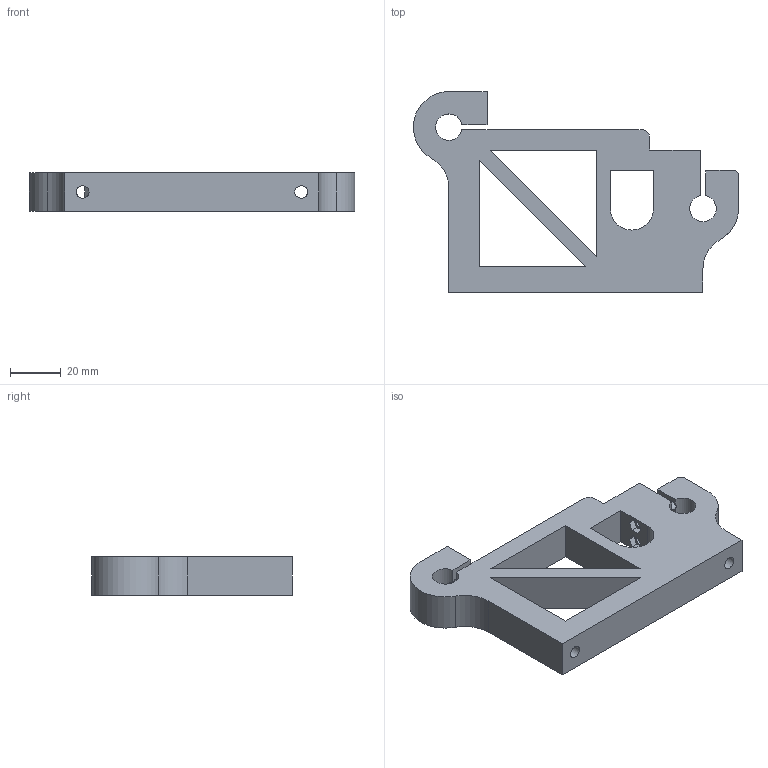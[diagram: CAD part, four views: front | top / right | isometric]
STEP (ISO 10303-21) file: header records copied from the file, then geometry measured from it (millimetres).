
FILE_DESCRIPTION(('FreeCAD Model'),'2;1');
FILE_NAME('x_right_holder_A.step','2015-03-08T15:17:31',('Author'),(''), 'Open CASCADE STEP processor 6.7','FreeCAD','Unknown');
FILE_SCHEMA(('AUTOMOTIVE_DESIGN_CC2 { 1 2 10303 214 -1 1 5 4 }'));
Length unit declared in the file: millimetre
Products named in the file (1): x_right_holder_A001
Bounding box: 127.96 x 79 x 15 mm (x, y, z)
Volume: 68924.9 mm3; surface area: 24933.8 mm2
Topology: 1 solids, 1 shells, 56 faces, 205 edges, 145 vertices
Faces by surface type: plane 40, cylinder 16
Full cylindrical faces by diameter (mm): 4 x4, 5 x3
Entity records: 6373 total; most frequent: CARTESIAN_POINT 2523, DIRECTION 641, ORIENTED_EDGE 410, PCURVE 410, DEFINITIONAL_REPRESENTATION 410, LINE 391, VECTOR 391, EDGE_CURVE 205
